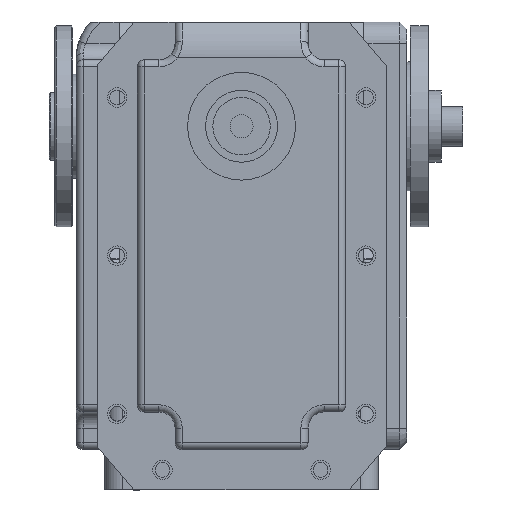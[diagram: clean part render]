
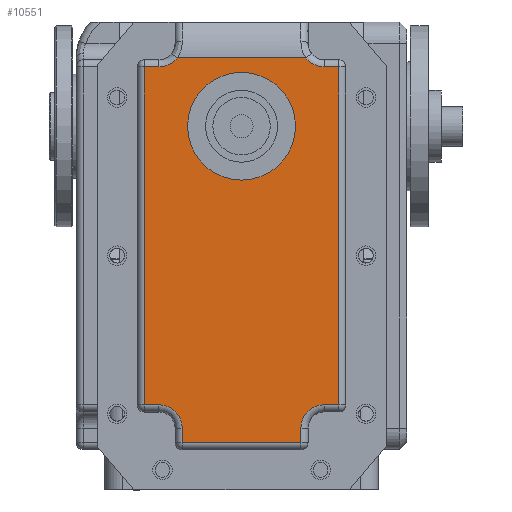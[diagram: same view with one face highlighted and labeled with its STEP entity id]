
A CAD part, left-side view. The second image highlights one B-rep face of the part: STEP entity #10551.
In plain terms, the highlighted face is planar.
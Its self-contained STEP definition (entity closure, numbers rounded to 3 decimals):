
#642=FACE_BOUND('',#1907,.T.);
#1258=FACE_OUTER_BOUND('',#1906,.T.);
#1906=EDGE_LOOP('',(#8219,#8220,#8221,#8222,#8223,#8224,#8225,#8226,#8227,
#8228,#8229,#8230,#8231,#8232));
#1907=EDGE_LOOP('',(#8233));
#2973=LINE('',#15880,#3733);
#2974=LINE('',#15888,#3734);
#2975=LINE('',#15894,#3735);
#2980=LINE('',#15912,#3740);
#3056=LINE('',#16194,#3816);
#3057=LINE('',#16200,#3817);
#3309=LINE('',#16753,#4069);
#3310=LINE('',#16758,#4070);
#3311=LINE('',#16766,#4071);
#3312=LINE('',#16769,#4072);
#3733=VECTOR('',#12594,2.);
#3734=VECTOR('',#12605,2.);
#3735=VECTOR('',#12614,47.);
#3740=VECTOR('',#12635,2.);
#3816=VECTOR('',#12757,2.);
#3817=VECTOR('',#12766,47.);
#4069=VECTOR('',#13238,2.);
#4070=VECTOR('',#13247,16.5);
#4071=VECTOR('',#13260,2.);
#4072=VECTOR('',#13263,17.877);
#4437=CIRCLE('',#11249,3.25);
#4447=CIRCLE('',#11267,3.25);
#4494=CIRCLE('',#11410,3.25);
#4495=CIRCLE('',#11411,3.25);
#4496=CIRCLE('',#11412,7.5);
#5079=VERTEX_POINT('',#15877);
#5080=VERTEX_POINT('',#15879);
#5081=VERTEX_POINT('',#15883);
#5082=VERTEX_POINT('',#15887);
#5083=VERTEX_POINT('',#15893);
#5088=VERTEX_POINT('',#15911);
#5090=VERTEX_POINT('',#15917);
#5168=VERTEX_POINT('',#16191);
#5169=VERTEX_POINT('',#16193);
#5170=VERTEX_POINT('',#16199);
#5360=VERTEX_POINT('',#16750);
#5361=VERTEX_POINT('',#16752);
#5362=VERTEX_POINT('',#16764);
#5363=VERTEX_POINT('',#16767);
#5364=VERTEX_POINT('',#16770);
#6163=EDGE_CURVE('',#5079,#5080,#2973,.T.);
#6165=EDGE_CURVE('',#5080,#5081,#4437,.T.);
#6167=EDGE_CURVE('',#5081,#5082,#2974,.T.);
#6170=EDGE_CURVE('',#5082,#5083,#2975,.T.);
#6179=EDGE_CURVE('',#5083,#5088,#2980,.T.);
#6182=EDGE_CURVE('',#5088,#5090,#4447,.T.);
#6271=EDGE_CURVE('',#5168,#5169,#3056,.T.);
#6274=EDGE_CURVE('',#5169,#5170,#3057,.T.);
#6557=EDGE_CURVE('',#5360,#5361,#3309,.T.);
#6560=EDGE_CURVE('',#5361,#5079,#3310,.T.);
#6563=EDGE_CURVE('',#5362,#5360,#4494,.T.);
#6564=EDGE_CURVE('',#5170,#5362,#3311,.T.);
#6565=EDGE_CURVE('',#5363,#5168,#4495,.T.);
#6566=EDGE_CURVE('',#5363,#5090,#3312,.T.);
#6567=EDGE_CURVE('',#5364,#5364,#4496,.T.);
#8219=ORIENTED_EDGE('',*,*,#6182,.F.);
#8220=ORIENTED_EDGE('',*,*,#6179,.F.);
#8221=ORIENTED_EDGE('',*,*,#6170,.F.);
#8222=ORIENTED_EDGE('',*,*,#6167,.F.);
#8223=ORIENTED_EDGE('',*,*,#6165,.F.);
#8224=ORIENTED_EDGE('',*,*,#6163,.F.);
#8225=ORIENTED_EDGE('',*,*,#6560,.F.);
#8226=ORIENTED_EDGE('',*,*,#6557,.F.);
#8227=ORIENTED_EDGE('',*,*,#6563,.F.);
#8228=ORIENTED_EDGE('',*,*,#6564,.F.);
#8229=ORIENTED_EDGE('',*,*,#6274,.F.);
#8230=ORIENTED_EDGE('',*,*,#6271,.F.);
#8231=ORIENTED_EDGE('',*,*,#6565,.F.);
#8232=ORIENTED_EDGE('',*,*,#6566,.T.);
#8233=ORIENTED_EDGE('',*,*,#6567,.T.);
#10242=PLANE('',#11409);
#10551=ADVANCED_FACE('',(#1258,#642),#10242,.F.);
#11249=AXIS2_PLACEMENT_3D('',#15884,#12599,#12600);
#11267=AXIS2_PLACEMENT_3D('',#15918,#12642,#12643);
#11409=AXIS2_PLACEMENT_3D('',#16763,#13256,#13257);
#11410=AXIS2_PLACEMENT_3D('',#16765,#13258,#13259);
#11411=AXIS2_PLACEMENT_3D('',#16768,#13261,#13262);
#11412=AXIS2_PLACEMENT_3D('',#16771,#13264,#13265);
#12594=DIRECTION('',(0.,1.,0.));
#12599=DIRECTION('center_axis',(0.,0.,-1.));
#12600=DIRECTION('ref_axis',(-1.,0.,0.));
#12605=DIRECTION('',(1.,0.,0.));
#12614=DIRECTION('',(0.,1.,0.));
#12635=DIRECTION('',(-1.,0.,0.));
#12642=DIRECTION('center_axis',(0.,0.,-1.));
#12643=DIRECTION('ref_axis',(0.,-1.,0.));
#12757=DIRECTION('',(-1.,0.,0.));
#12766=DIRECTION('',(0.,-1.,0.));
#13238=DIRECTION('',(0.,-1.,0.));
#13247=DIRECTION('',(1.,0.,0.));
#13256=DIRECTION('center_axis',(0.,0.,1.));
#13257=DIRECTION('ref_axis',(1.,0.,0.));
#13258=DIRECTION('center_axis',(0.,0.,-1.));
#13259=DIRECTION('ref_axis',(0.,1.,0.));
#13260=DIRECTION('',(1.,0.,0.));
#13261=DIRECTION('center_axis',(0.,0.,-1.));
#13262=DIRECTION('ref_axis',(0.788,-0.615,0.));
#13263=DIRECTION('',(1.,0.,0.));
#13264=DIRECTION('center_axis',(0.,0.,1.));
#13265=DIRECTION('ref_axis',(0.,1.,0.));
#15877=CARTESIAN_POINT('',(8.25,-44.,-23.));
#15879=CARTESIAN_POINT('',(8.25,-42.,-23.));
#15880=CARTESIAN_POINT('',(8.25,-44.,-23.));
#15883=CARTESIAN_POINT('',(11.5,-38.75,-23.));
#15884=CARTESIAN_POINT('Origin',(11.5,-42.,-23.));
#15887=CARTESIAN_POINT('',(13.5,-38.75,-23.));
#15888=CARTESIAN_POINT('',(11.5,-38.75,-23.));
#15893=CARTESIAN_POINT('',(13.5,8.25,-23.));
#15894=CARTESIAN_POINT('',(13.5,-38.75,-23.));
#15911=CARTESIAN_POINT('',(11.5,8.25,-23.));
#15912=CARTESIAN_POINT('',(13.5,8.25,-23.));
#15917=CARTESIAN_POINT('',(8.938,9.5,-23.));
#15918=CARTESIAN_POINT('Origin',(11.5,11.5,-23.));
#16191=CARTESIAN_POINT('',(-11.5,8.25,-23.));
#16193=CARTESIAN_POINT('',(-13.5,8.25,-23.));
#16194=CARTESIAN_POINT('',(-11.5,8.25,-23.));
#16199=CARTESIAN_POINT('',(-13.5,-38.75,-23.));
#16200=CARTESIAN_POINT('',(-13.5,8.25,-23.));
#16750=CARTESIAN_POINT('',(-8.25,-42.,-23.));
#16752=CARTESIAN_POINT('',(-8.25,-44.,-23.));
#16753=CARTESIAN_POINT('',(-8.25,-42.,-23.));
#16758=CARTESIAN_POINT('',(-8.25,-44.,-23.));
#16763=CARTESIAN_POINT('Origin',(0.,0.,-23.));
#16764=CARTESIAN_POINT('',(-11.5,-38.75,-23.));
#16765=CARTESIAN_POINT('Origin',(-11.5,-42.,-23.));
#16766=CARTESIAN_POINT('',(-13.5,-38.75,-23.));
#16767=CARTESIAN_POINT('',(-8.938,9.5,-23.));
#16768=CARTESIAN_POINT('Origin',(-11.5,11.5,-23.));
#16769=CARTESIAN_POINT('',(-8.938,9.5,-23.));
#16770=CARTESIAN_POINT('',(0.,-7.5,-23.));
#16771=CARTESIAN_POINT('Origin',(0.,0.,-23.));
